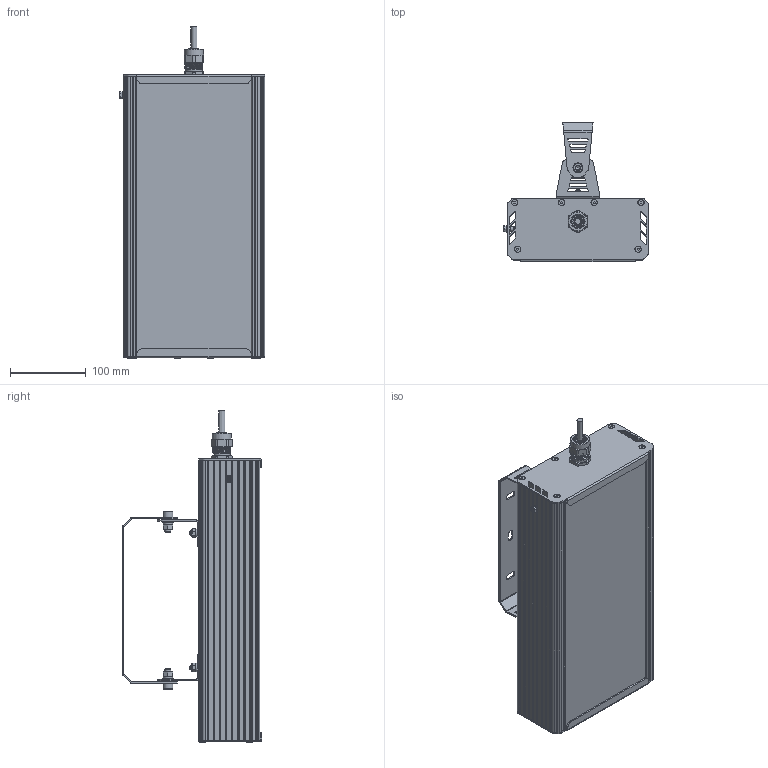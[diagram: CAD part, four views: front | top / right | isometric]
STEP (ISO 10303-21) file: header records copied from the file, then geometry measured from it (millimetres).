
FILE_DESCRIPTION(('STEP AP214'), '1');
FILE_NAME('001.0095.23.000 - 藷旆-椻嚦譇-2癱-80', '', ('UNSPECIFIED'), ('UNSPECIFIED'), 'C3D Converter', 'C3D Toolkit', '');
FILE_SCHEMA(('AUTOMOTIVE_DESIGN { 1 0 10303 214 3 1 1}'));
Length unit declared in the file: millimetre
Products named in the file (43): 001.0095.23.000; #2951; #3010; #3069; #3128; #3213; #3272; #3331; #3390
Assembly tree (73 placements, depth 4):
  001.0095.23.000
    (unnamed)
      (unnamed)
      (unnamed)
      (unnamed)
      (unnamed)
      (unnamed)
      (unnamed)
      (unnamed)
      (unnamed)  x6
      (unnamed)  x6
      (unnamed)
      (unnamed)
      (unnamed)  x8
        (unnamed)
        (unnamed)
        (unnamed)
        (unnamed)
        (unnamed)
        (unnamed)
        (unnamed)
        (unnamed)
        (unnamed)
      (unnamed)
        (unnamed)
    (unnamed)
      (unnamed)
      (unnamed)
      (unnamed)  x2
      (unnamed)
      (unnamed)
      (unnamed)
      (unnamed)
      (unnamed)
      #2951
      #3010
      #3069
      #3128  x2
      #3213
      #3272
      #3331
      #3390
      (unnamed)
Bounding box: 192.43 x 184.68 x 439.5 mm (x, y, z)
Volume: 1198316.8 mm3; surface area: 959448.8 mm2
Topology: 298 solids, 298 shells, 3481 faces, 8295 edges, 5512 vertices
Faces by surface type: plane 2376, cylinder 960, cone 89, bspline 43, sphere 8, torus 5
Full cylindrical faces by diameter (mm): 1 x8, 2 x16, 2.5 x32, 2.8 x200, 3.2 x8, 3.5 x40, 4 x13, 4.917 x2, 5 x2, 6 x5, 6.6 x2, 6.647 x2, 7 x2, 8 x14, 8.5 x4, 9 x4, 10 x1, 11 x2, 12.5 x1, 13 x3, 15 x4, 16 x1, 17 x1, 18 x1, 18.5 x1, 19 x1, 20 x1, 21.5 x1, 22 x2, 25.5 x1
Entity records: 80912 total; most frequent: CARTESIAN_POINT 36357, DIRECTION 8432, ORIENTED_EDGE 7366, EDGE_CURVE 3683, AXIS2_PLACEMENT_3D 3013, VERTEX_POINT 2535, LINE 2406, VECTOR 2406
